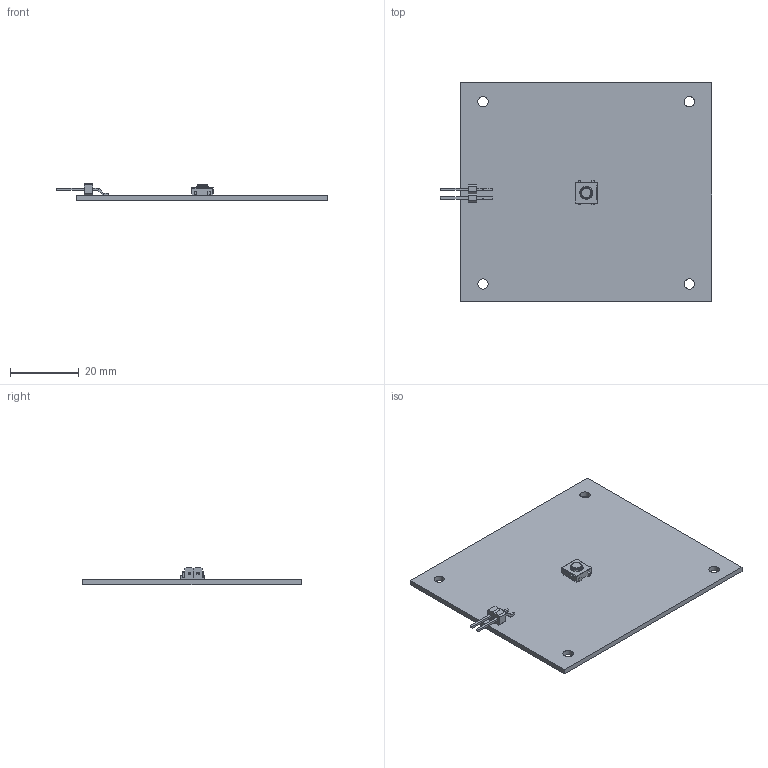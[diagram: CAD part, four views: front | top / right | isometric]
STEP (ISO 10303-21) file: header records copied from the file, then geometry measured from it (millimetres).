
FILE_DESCRIPTION(('KiCad electronic assembly'),'2;1');
FILE_NAME('Final_Button.step','2025-05-17T11:08:54',('Pcbnew'),('Kicad') ,'Open CASCADE STEP processor 7.8','KiCad to STEP converter','Unknown' );
FILE_SCHEMA(('AUTOMOTIVE_DESIGN { 1 0 10303 214 1 1 1 1 }'));
Length unit declared in the file: millimetre
Products named in the file (14): Final_Button 1; Switch_Omron-B3SN-3112P; Base; Leads; Lead; Body002; Body003; Body004; Button; Cover; Header_SMD_01x02_P2.54mm_Horizontal_Male; Final_Button 1.2.1; Final_Button 1.2.2; Final_Button_PCB
Assembly tree (13 placements, depth 4):
  Final_Button 1
    Switch_Omron-B3SN-3112P
      Base
      Leads
        Lead
        Body002
        Body003
        Body004
      Button
      Cover
    Header_SMD_01x02_P2.54mm_Horizontal_Male
      Final_Button 1.2.1
      Final_Button 1.2.2
    Final_Button_PCB
Bounding box: 78.93 x 63.5 x 5.16 mm (x, y, z)
Volume: 7109.5 mm3; surface area: 10141.5 mm2
Topology: 12 solids, 12 shells, 164 faces, 371 edges, 229 vertices
Faces by surface type: plane 142, cylinder 14, revolution 4, torus 3, cone 1
Full cylindrical faces by diameter (mm): 3 x6
Entity records: 4800 total; most frequent: CARTESIAN_POINT 782, DIRECTION 771, ORIENTED_EDGE 742, EDGE_CURVE 371, LINE 331, VECTOR 331, VERTEX_POINT 229, AXIS2_PLACEMENT_3D 218
